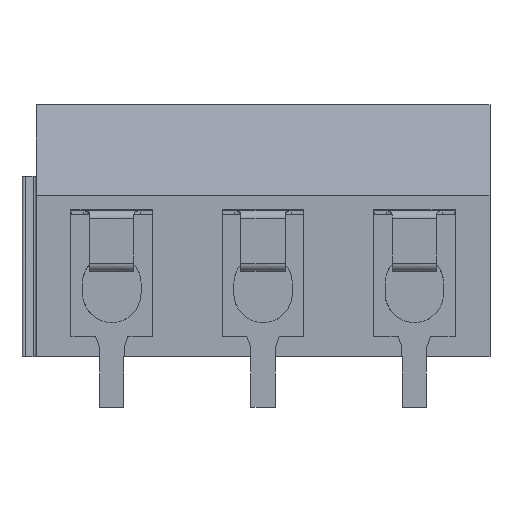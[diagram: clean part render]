
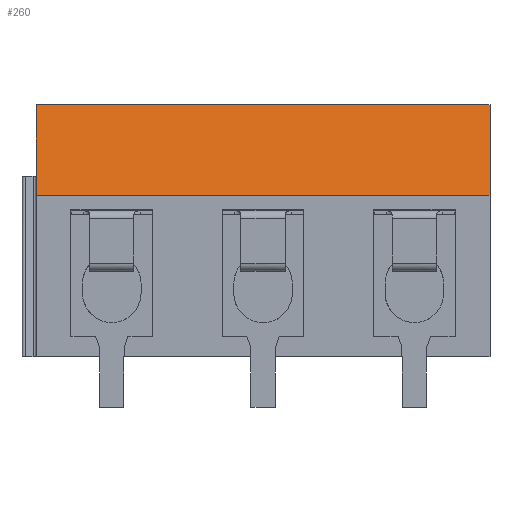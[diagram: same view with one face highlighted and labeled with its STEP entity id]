
A CAD part, front view. The second image highlights one B-rep face of the part: STEP entity #260.
In plain terms, the highlighted planar face has unit normal (0, -0.976, 0.217).
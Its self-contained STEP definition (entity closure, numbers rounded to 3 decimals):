
#260=ADVANCED_FACE('',(#471),#3805,.T.);
#471=FACE_OUTER_BOUND('',#698,.T.);
#698=EDGE_LOOP('',(#1448,#1449,#1450,#1451));
#1448=ORIENTED_EDGE('',*,*,#2220,.F.);
#1449=ORIENTED_EDGE('',*,*,#2303,.F.);
#1450=ORIENTED_EDGE('',*,*,#2304,.T.);
#1451=ORIENTED_EDGE('',*,*,#2305,.T.);
#2220=EDGE_CURVE('',#3435,#3426,#2797,.T.);
#2303=EDGE_CURVE('',#3469,#3435,#2860,.T.);
#2304=EDGE_CURVE('',#3469,#3427,#2861,.T.);
#2305=EDGE_CURVE('',#3427,#3426,#2862,.T.);
#2797=B_SPLINE_CURVE_WITH_KNOTS('',1,(#6663,#6664),.UNSPECIFIED.,.F.,.F.,
(2,2),(0.,22.5),.UNSPECIFIED.);
#2860=B_SPLINE_CURVE_WITH_KNOTS('',1,(#6889,#6890),.UNSPECIFIED.,.F.,.F.,
(2,2),(-4.61,0.),.UNSPECIFIED.);
#2861=B_SPLINE_CURVE_WITH_KNOTS('',1,(#6891,#6892),.UNSPECIFIED.,.F.,.F.,
(2,2),(0.,22.5),.UNSPECIFIED.);
#2862=B_SPLINE_CURVE_WITH_KNOTS('',1,(#6893,#6894),.UNSPECIFIED.,.F.,.F.,
(2,2),(0.,4.61),.UNSPECIFIED.);
#3426=VERTEX_POINT('',#6175);
#3427=VERTEX_POINT('',#6176);
#3435=VERTEX_POINT('',#6184);
#3469=VERTEX_POINT('',#6218);
#3805=PLANE('',#3983);
#3983=AXIS2_PLACEMENT_3D('',#6018,#4144,$);
#4144=DIRECTION('',(0.,-0.976,0.217));
#6018=CARTESIAN_POINT('',(-13.62,-3.631,7.42));
#6175=CARTESIAN_POINT('',(11.25,-2.5,12.51));
#6176=CARTESIAN_POINT('',(11.25,-3.5,8.01));
#6184=CARTESIAN_POINT('',(-11.25,-2.5,12.51));
#6218=CARTESIAN_POINT('',(-11.25,-3.5,8.01));
#6663=CARTESIAN_POINT('',(-11.25,-2.5,12.51));
#6664=CARTESIAN_POINT('',(11.25,-2.5,12.51));
#6889=CARTESIAN_POINT('',(-11.25,-3.5,8.01));
#6890=CARTESIAN_POINT('',(-11.25,-2.5,12.51));
#6891=CARTESIAN_POINT('',(-11.25,-3.5,8.01));
#6892=CARTESIAN_POINT('',(11.25,-3.5,8.01));
#6893=CARTESIAN_POINT('',(11.25,-3.5,8.01));
#6894=CARTESIAN_POINT('',(11.25,-2.5,12.51));
